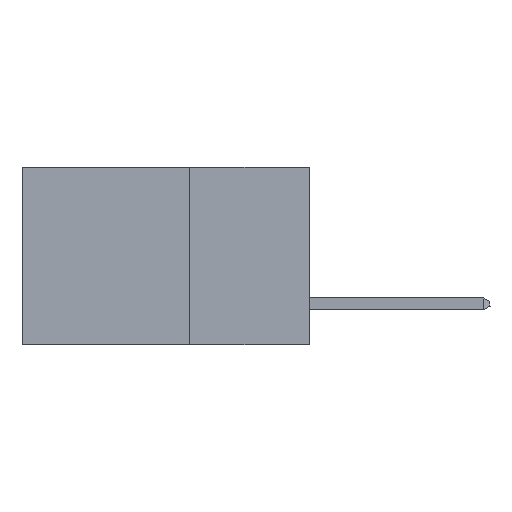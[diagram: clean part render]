
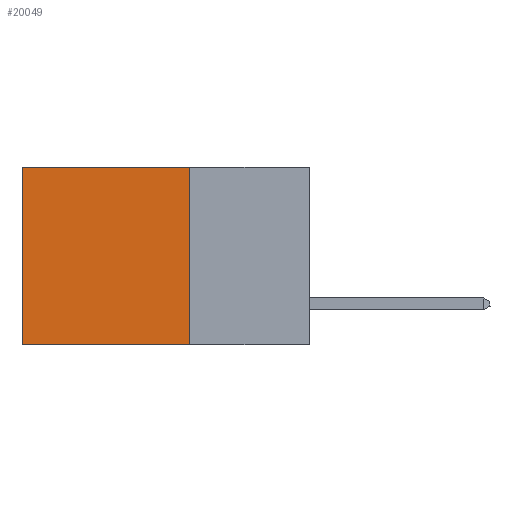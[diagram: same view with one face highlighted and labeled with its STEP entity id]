
A CAD part, left-side view. The second image highlights one B-rep face of the part: STEP entity #20049.
In plain terms, the highlighted planar face has unit normal (-1, 0, 0).
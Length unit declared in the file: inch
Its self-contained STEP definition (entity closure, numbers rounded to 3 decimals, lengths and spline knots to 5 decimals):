
#1962 = PLANE ( 'NONE',  #24205 ) ;
#2907 = DIRECTION ( 'NONE',  ( 0., 1., 0. ) ) ;
#3992 = VERTEX_POINT ( 'NONE', #5714 ) ;
#3994 = LINE ( 'NONE', #18627, #12133 ) ;
#4744 = ORIENTED_EDGE ( 'NONE', *, *, #17459, .T. ) ;
#4796 = EDGE_CURVE ( 'NONE', #19025, #3992, #3994, .T. ) ;
#4923 = CARTESIAN_POINT ( 'NONE',  ( 0.2875, 0.25, 0. ) ) ;
#5714 = CARTESIAN_POINT ( 'NONE',  ( 0.2875, 0.25, -0.37 ) ) ;
#9224 = DIRECTION ( 'NONE',  ( 0., 0., -1. ) ) ;
#9582 = CARTESIAN_POINT ( 'NONE',  ( 0.2875, 0.6, 0. ) ) ;
#9919 = EDGE_CURVE ( 'NONE', #12076, #11358, #13598, .T. ) ;
#11237 = LINE ( 'NONE', #17860, #12680 ) ;
#11358 = VERTEX_POINT ( 'NONE', #12823 ) ;
#12076 = VERTEX_POINT ( 'NONE', #9582 ) ;
#12133 = VECTOR ( 'NONE', #20635, 39.37008 ) ;
#12288 = ORIENTED_EDGE ( 'NONE', *, *, #9919, .T. ) ;
#12680 = VECTOR ( 'NONE', #2907, 39.37008 ) ;
#12721 = VECTOR ( 'NONE', #22781, 39.37008 ) ;
#12823 = CARTESIAN_POINT ( 'NONE',  ( 0.2875, 0.6, -0.37 ) ) ;
#13251 = CARTESIAN_POINT ( 'NONE',  ( 0.2875, 0.6, 0. ) ) ;
#13598 = LINE ( 'NONE', #13251, #12721 ) ;
#13951 = CARTESIAN_POINT ( 'NONE',  ( 0.2875, 0.25, 0. ) ) ;
#14169 = FACE_OUTER_BOUND ( 'NONE', #14603, .T. ) ;
#14331 = DIRECTION ( 'NONE',  ( 0., 1., 0. ) ) ;
#14603 = EDGE_LOOP ( 'NONE', ( #12288, #17847, #17091, #4744 ) ) ;
#15009 = LINE ( 'NONE', #4923, #16749 ) ;
#16749 = VECTOR ( 'NONE', #14331, 39.37008 ) ;
#17091 = ORIENTED_EDGE ( 'NONE', *, *, #4796, .F. ) ;
#17459 = EDGE_CURVE ( 'NONE', #19025, #12076, #15009, .T. ) ;
#17583 = EDGE_CURVE ( 'NONE', #3992, #11358, #11237, .T. ) ;
#17847 = ORIENTED_EDGE ( 'NONE', *, *, #17583, .F. ) ;
#17860 = CARTESIAN_POINT ( 'NONE',  ( 0.2875, 0.25, -0.37 ) ) ;
#18627 = CARTESIAN_POINT ( 'NONE',  ( 0.2875, 0.25, 0. ) ) ;
#18835 = CARTESIAN_POINT ( 'NONE',  ( 0.2875, 0.25, 0. ) ) ;
#19025 = VERTEX_POINT ( 'NONE', #13951 ) ;
#20049 = ADVANCED_FACE ( 'NONE', ( #14169 ), #1962, .F. ) ;
#20635 = DIRECTION ( 'NONE',  ( 0., 0., -1. ) ) ;
#22781 = DIRECTION ( 'NONE',  ( 0., 0., -1. ) ) ;
#24074 = DIRECTION ( 'NONE',  ( 1., 0., 0. ) ) ;
#24205 = AXIS2_PLACEMENT_3D ( 'NONE', #18835, #24074, #9224 ) ;
